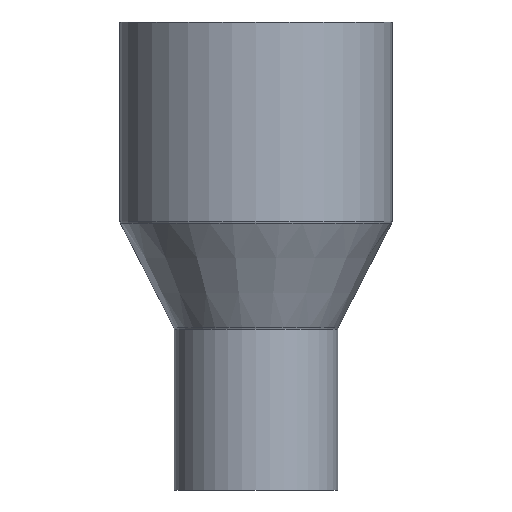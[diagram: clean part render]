
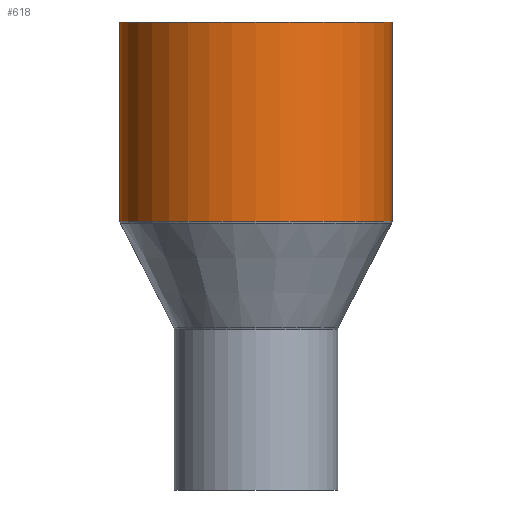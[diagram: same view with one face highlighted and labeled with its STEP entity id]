
A CAD part, front view. The second image highlights one B-rep face of the part: STEP entity #618.
In plain terms, the highlighted cylindrical face has radius 62.5 mm (diameter 125 mm), a partial arc.
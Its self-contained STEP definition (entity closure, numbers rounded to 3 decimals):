
#34 = DIRECTION ( 'NONE',  ( 0., 0., -1. ) ) ;
#47 = AXIS2_PLACEMENT_3D ( 'NONE', #144, #148, #291 ) ;
#49 = EDGE_CURVE ( 'NONE', #476, #62, #376, .T. ) ;
#62 = VERTEX_POINT ( 'NONE', #134 ) ;
#80 = CARTESIAN_POINT ( 'NONE',  ( -62.5, 0., 22.139 ) ) ;
#89 = LINE ( 'NONE', #646, #218 ) ;
#92 = EDGE_CURVE ( 'NONE', #476, #615, #441, .T. ) ;
#97 = EDGE_CURVE ( 'NONE', #62, #502, #89, .T. ) ;
#116 = CARTESIAN_POINT ( 'NONE',  ( 62.5, 0., 113.658 ) ) ;
#134 = CARTESIAN_POINT ( 'NONE',  ( -62.5, 0., 113.658 ) ) ;
#136 = VECTOR ( 'NONE', #499, 1000. ) ;
#140 = DIRECTION ( 'NONE',  ( -1., 0., 0. ) ) ;
#144 = CARTESIAN_POINT ( 'NONE',  ( 0., 0., 113.658 ) ) ;
#148 = DIRECTION ( 'NONE',  ( 0., 0., -1. ) ) ;
#154 = ORIENTED_EDGE ( 'NONE', *, *, #97, .T. ) ;
#159 = DIRECTION ( 'NONE',  ( 0., 0., -1. ) ) ;
#181 = CARTESIAN_POINT ( 'NONE',  ( 62.5, 0., 22.139 ) ) ;
#218 = VECTOR ( 'NONE', #542, 1000. ) ;
#237 = EDGE_CURVE ( 'NONE', #615, #502, #272, .T. ) ;
#259 = DIRECTION ( 'NONE',  ( -1., 0., 0. ) ) ;
#272 = CIRCLE ( 'NONE', #598, 62.5 ) ;
#290 = CYLINDRICAL_SURFACE ( 'NONE', #485, 62.5 ) ;
#291 = DIRECTION ( 'NONE',  ( -1., 0., 0. ) ) ;
#300 = CARTESIAN_POINT ( 'NONE',  ( 62.5, 0., -16.533 ) ) ;
#354 = ORIENTED_EDGE ( 'NONE', *, *, #49, .T. ) ;
#360 = EDGE_LOOP ( 'NONE', ( #436, #354, #154, #522 ) ) ;
#376 = CIRCLE ( 'NONE', #47, 62.5 ) ;
#436 = ORIENTED_EDGE ( 'NONE', *, *, #92, .F. ) ;
#441 = LINE ( 'NONE', #300, #136 ) ;
#476 = VERTEX_POINT ( 'NONE', #116 ) ;
#485 = AXIS2_PLACEMENT_3D ( 'NONE', #488, #34, #140 ) ;
#488 = CARTESIAN_POINT ( 'NONE',  ( 0., 0., -16.533 ) ) ;
#499 = DIRECTION ( 'NONE',  ( 0., 0., -1. ) ) ;
#502 = VERTEX_POINT ( 'NONE', #80 ) ;
#522 = ORIENTED_EDGE ( 'NONE', *, *, #237, .F. ) ;
#534 = FACE_OUTER_BOUND ( 'NONE', #360, .T. ) ;
#542 = DIRECTION ( 'NONE',  ( 0., 0., -1. ) ) ;
#598 = AXIS2_PLACEMENT_3D ( 'NONE', #611, #159, #259 ) ;
#611 = CARTESIAN_POINT ( 'NONE',  ( 0., 0., 22.139 ) ) ;
#615 = VERTEX_POINT ( 'NONE', #181 ) ;
#618 = ADVANCED_FACE ( 'NONE', ( #534 ), #290, .T. ) ;
#646 = CARTESIAN_POINT ( 'NONE',  ( -62.5, 0., -16.533 ) ) ;
